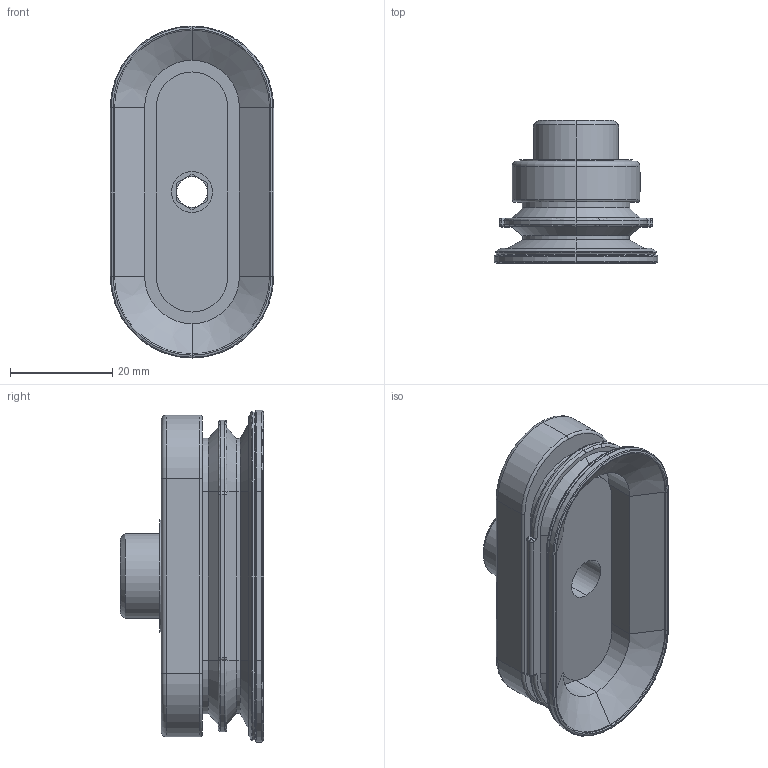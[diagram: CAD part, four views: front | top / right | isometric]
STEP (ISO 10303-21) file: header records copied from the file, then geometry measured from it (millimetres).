
FILE_DESCRIPTION(('STEP AP214'),'1');
FILE_NAME('COVAL_COBC3065M38G.stp','2017-12-27T16:16:00',('TraceParts'),('TraceParts S.A.'),'Spatial InterOp 3D',' ',' ');
FILE_SCHEMA(('automotive_design'));
Length unit declared in the file: millimetre
Products named in the file (1): COVAL_COBC3065M38G
Bounding box: 32 x 28 x 65 mm (x, y, z)
Volume: 20130.6 mm3; surface area: 10051.2 mm2
Topology: 1 solids, 1 shells, 276 faces, 615 edges, 348 vertices
Faces by surface type: plane 93, cylinder 76, torus 44, cone 38, bspline 17, sphere 8
Entity records: 11589 total; most frequent: CARTESIAN_POINT 3295, DIRECTION 1327, ORIENTED_EDGE 1214, EDGE_CURVE 607, AXIS2_PLACEMENT_3D 502, VERTEX_POINT 348, LINE 323, VECTOR 323
